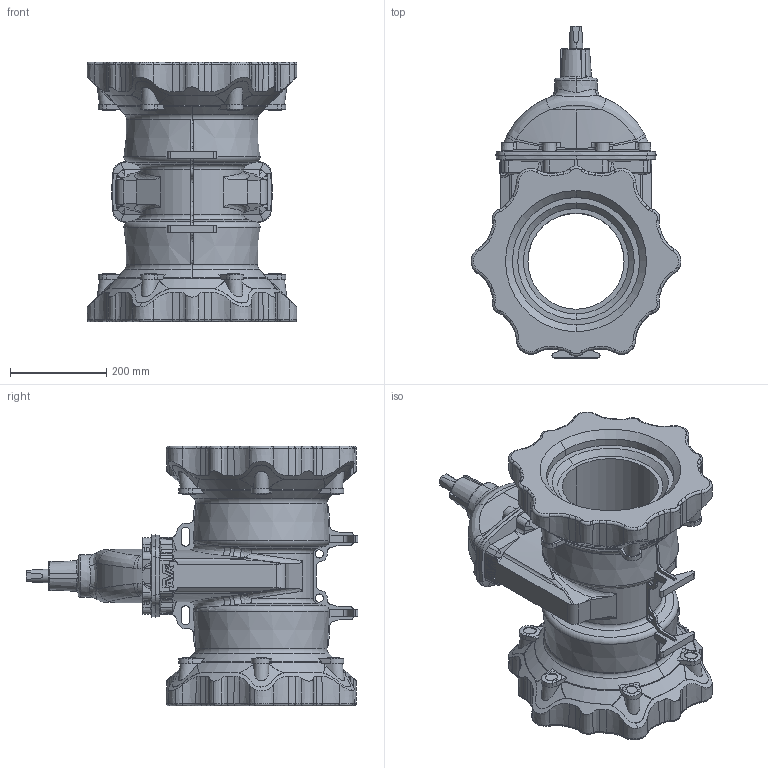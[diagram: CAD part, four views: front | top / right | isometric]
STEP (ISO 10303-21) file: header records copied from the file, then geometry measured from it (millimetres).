
FILE_DESCRIPTION (( 'STEP AP203' ), '1' );
FILE_NAME ('O_636_00_DN205_AA0_step.step', '2015-10-29T10:19:59', ( 'Windows User' ), ( 'AVK' ), 'SwSTEP 2.0', 'SolidWorks 2012', '' );
FILE_SCHEMA (( 'CONFIG_CONTROL_DESIGN' ));
Length unit declared in the file: millimetre
Products named in the file (1): O_636_00_DN205_AA0_step
Bounding box: 436.65 x 690.86 x 540.63 mm (x, y, z)
Volume: 30135465.9 mm3; surface area: 1432760.1 mm2
Topology: 1 solids, 1 shells, 1189 faces, 3231 edges, 2040 vertices
Faces by surface type: plane 279, cylinder 274, torus 258, cone 254, bspline 116, sphere 8
Entity records: 51468 total; most frequent: CARTESIAN_POINT 24625, ORIENTED_EDGE 6438, DIRECTION 4801, EDGE_CURVE 3219, VERTEX_POINT 2040, AXIS2_PLACEMENT_3D 1898, EDGE_LOOP 1207, ADVANCED_FACE 1189
